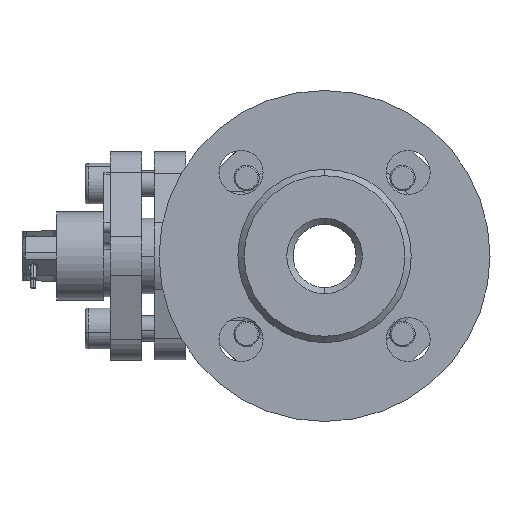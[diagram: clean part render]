
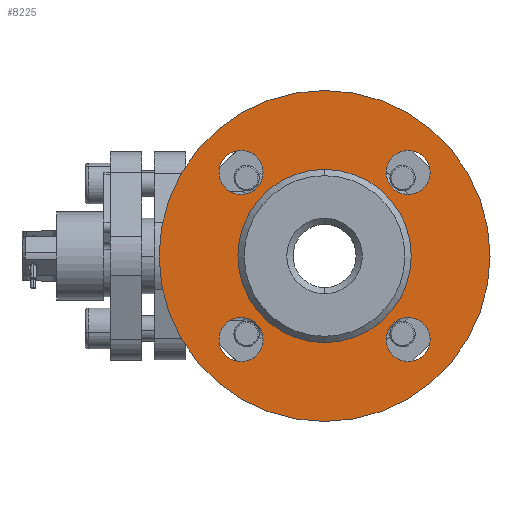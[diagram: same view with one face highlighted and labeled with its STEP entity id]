
A CAD part, left-side view. The second image highlights one B-rep face of the part: STEP entity #8225.
In plain terms, the highlighted planar face has unit normal (-1, 0, 0).
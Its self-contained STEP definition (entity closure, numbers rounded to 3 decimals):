
#167 = VERTEX_POINT ( 'NONE', #1958 ) ;
#348 = EDGE_CURVE ( 'NONE', #5752, #10153, #2337, .T. ) ;
#381 = CARTESIAN_POINT ( 'NONE',  ( -43.622, 26.517, -19.517 ) ) ;
#444 = AXIS2_PLACEMENT_3D ( 'NONE', #3039, #6931, #10794 ) ;
#505 = EDGE_LOOP ( 'NONE', ( #1739, #8743 ) ) ;
#514 = VERTEX_POINT ( 'NONE', #10337 ) ;
#772 = CARTESIAN_POINT ( 'NONE',  ( -43.622, 26.517, 19.517 ) ) ;
#1072 = EDGE_LOOP ( 'NONE', ( #9222, #11111 ) ) ;
#1164 = AXIS2_PLACEMENT_3D ( 'NONE', #7324, #6362, #12216 ) ;
#1297 = DIRECTION ( 'NONE',  ( 0., 0., 1. ) ) ;
#1324 = CARTESIAN_POINT ( 'NONE',  ( -43.622, 0., 0. ) ) ;
#1391 = DIRECTION ( 'NONE',  ( -1., 0., 0. ) ) ;
#1394 = ORIENTED_EDGE ( 'NONE', *, *, #1548, .F. ) ;
#1548 = EDGE_CURVE ( 'NONE', #2665, #3234, #7666, .T. ) ;
#1599 = VERTEX_POINT ( 'NONE', #381 ) ;
#1631 = CIRCLE ( 'NONE', #4883, 7. ) ;
#1739 = ORIENTED_EDGE ( 'NONE', *, *, #6784, .F. ) ;
#1958 = CARTESIAN_POINT ( 'NONE',  ( -43.622, 0., 52.5 ) ) ;
#2135 = EDGE_CURVE ( 'NONE', #1599, #3252, #1631, .T. ) ;
#2337 = CIRCLE ( 'NONE', #9662, 27.5 ) ;
#2341 = AXIS2_PLACEMENT_3D ( 'NONE', #8626, #9523, #10590 ) ;
#2387 = DIRECTION ( 'NONE',  ( -1., 0., 0. ) ) ;
#2532 = CARTESIAN_POINT ( 'NONE',  ( -43.622, 26.517, -33.517 ) ) ;
#2604 = PLANE ( 'NONE',  #10063 ) ;
#2665 = VERTEX_POINT ( 'NONE', #10369 ) ;
#2881 = AXIS2_PLACEMENT_3D ( 'NONE', #9909, #8835, #8905 ) ;
#2974 = CARTESIAN_POINT ( 'NONE',  ( -43.622, -26.517, -33.517 ) ) ;
#3039 = CARTESIAN_POINT ( 'NONE',  ( -43.622, 0., 0. ) ) ;
#3112 = DIRECTION ( 'NONE',  ( 0., 0., 1. ) ) ;
#3209 = CIRCLE ( 'NONE', #10513, 7. ) ;
#3234 = VERTEX_POINT ( 'NONE', #772 ) ;
#3252 = VERTEX_POINT ( 'NONE', #2532 ) ;
#3265 = FACE_BOUND ( 'NONE', #4871, .T. ) ;
#3377 = VERTEX_POINT ( 'NONE', #2974 ) ;
#3448 = ORIENTED_EDGE ( 'NONE', *, *, #2135, .F. ) ;
#3731 = EDGE_CURVE ( 'NONE', #10911, #167, #7840, .T. ) ;
#3748 = AXIS2_PLACEMENT_3D ( 'NONE', #1324, #5214, #6286 ) ;
#4000 = CIRCLE ( 'NONE', #1164, 7. ) ;
#4272 = FACE_BOUND ( 'NONE', #7319, .T. ) ;
#4316 = CARTESIAN_POINT ( 'NONE',  ( -43.622, 26.517, 26.517 ) ) ;
#4621 = AXIS2_PLACEMENT_3D ( 'NONE', #4316, #1391, #3112 ) ;
#4639 = DIRECTION ( 'NONE',  ( 0., 0., 1. ) ) ;
#4677 = CARTESIAN_POINT ( 'NONE',  ( -43.622, 26.517, -26.517 ) ) ;
#4746 = ORIENTED_EDGE ( 'NONE', *, *, #7752, .F. ) ;
#4802 = AXIS2_PLACEMENT_3D ( 'NONE', #7282, #10186, #1297 ) ;
#4871 = EDGE_LOOP ( 'NONE', ( #11554, #5515 ) ) ;
#4883 = AXIS2_PLACEMENT_3D ( 'NONE', #4677, #6648, #5566 ) ;
#5054 = CARTESIAN_POINT ( 'NONE',  ( -43.622, 0., -52.5 ) ) ;
#5102 = DIRECTION ( 'NONE',  ( 0., 0., -1. ) ) ;
#5131 = CARTESIAN_POINT ( 'NONE',  ( -43.622, 0., -27.5 ) ) ;
#5138 = CARTESIAN_POINT ( 'NONE',  ( -43.622, -26.517, 33.517 ) ) ;
#5214 = DIRECTION ( 'NONE',  ( -1., 0., 0. ) ) ;
#5414 = EDGE_CURVE ( 'NONE', #167, #10911, #9221, .T. ) ;
#5515 = ORIENTED_EDGE ( 'NONE', *, *, #12360, .F. ) ;
#5566 = DIRECTION ( 'NONE',  ( 0., 0., 1. ) ) ;
#5606 = CIRCLE ( 'NONE', #4802, 7. ) ;
#5752 = VERTEX_POINT ( 'NONE', #5131 ) ;
#5789 = CIRCLE ( 'NONE', #7205, 7. ) ;
#5882 = EDGE_CURVE ( 'NONE', #3377, #12010, #5789, .T. ) ;
#6065 = FACE_OUTER_BOUND ( 'NONE', #1072, .T. ) ;
#6131 = CIRCLE ( 'NONE', #2881, 7. ) ;
#6282 = EDGE_CURVE ( 'NONE', #514, #10013, #4000, .T. ) ;
#6286 = DIRECTION ( 'NONE',  ( 0., 0., 1. ) ) ;
#6362 = DIRECTION ( 'NONE',  ( -1., 0., 0. ) ) ;
#6648 = DIRECTION ( 'NONE',  ( -1., 0., 0. ) ) ;
#6784 = EDGE_CURVE ( 'NONE', #10013, #514, #3209, .T. ) ;
#6842 = AXIS2_PLACEMENT_3D ( 'NONE', #10403, #9198, #4639 ) ;
#6931 = DIRECTION ( 'NONE',  ( -1., 0., 0. ) ) ;
#7141 = CARTESIAN_POINT ( 'NONE',  ( -43.622, 0., -27.5 ) ) ;
#7205 = AXIS2_PLACEMENT_3D ( 'NONE', #10012, #2387, #9191 ) ;
#7251 = DIRECTION ( 'NONE',  ( 0., 0., 1. ) ) ;
#7282 = CARTESIAN_POINT ( 'NONE',  ( -43.622, -26.517, -26.517 ) ) ;
#7319 = EDGE_LOOP ( 'NONE', ( #3448, #11366 ) ) ;
#7324 = CARTESIAN_POINT ( 'NONE',  ( -43.622, -26.517, 26.517 ) ) ;
#7666 = CIRCLE ( 'NONE', #4621, 7. ) ;
#7752 = EDGE_CURVE ( 'NONE', #12010, #3377, #5606, .T. ) ;
#7840 = CIRCLE ( 'NONE', #2341, 52.5 ) ;
#8091 = FACE_BOUND ( 'NONE', #505, .T. ) ;
#8145 = FACE_BOUND ( 'NONE', #11980, .T. ) ;
#8225 = ADVANCED_FACE ( 'NONE', ( #4272, #8145, #8091, #11977, #3265, #6065 ), #2604, .F. ) ;
#8251 = CARTESIAN_POINT ( 'NONE',  ( -43.622, 0., 27.5 ) ) ;
#8626 = CARTESIAN_POINT ( 'NONE',  ( -43.622, 0., 0. ) ) ;
#8743 = ORIENTED_EDGE ( 'NONE', *, *, #6282, .F. ) ;
#8835 = DIRECTION ( 'NONE',  ( -1., 0., 0. ) ) ;
#8841 = EDGE_CURVE ( 'NONE', #3234, #2665, #9066, .T. ) ;
#8905 = DIRECTION ( 'NONE',  ( 0., 0., 1. ) ) ;
#9033 = ORIENTED_EDGE ( 'NONE', *, *, #5882, .F. ) ;
#9066 = CIRCLE ( 'NONE', #6842, 7. ) ;
#9191 = DIRECTION ( 'NONE',  ( 0., 0., 1. ) ) ;
#9198 = DIRECTION ( 'NONE',  ( -1., 0., 0. ) ) ;
#9209 = DIRECTION ( 'NONE',  ( -1., 0., 0. ) ) ;
#9221 = CIRCLE ( 'NONE', #3748, 52.5 ) ;
#9222 = ORIENTED_EDGE ( 'NONE', *, *, #5414, .T. ) ;
#9233 = DIRECTION ( 'NONE',  ( -1., 0., 0. ) ) ;
#9523 = DIRECTION ( 'NONE',  ( -1., 0., 0. ) ) ;
#9662 = AXIS2_PLACEMENT_3D ( 'NONE', #12406, #9233, #10318 ) ;
#9909 = CARTESIAN_POINT ( 'NONE',  ( -43.622, 26.517, -26.517 ) ) ;
#10012 = CARTESIAN_POINT ( 'NONE',  ( -43.622, -26.517, -26.517 ) ) ;
#10013 = VERTEX_POINT ( 'NONE', #5138 ) ;
#10063 = AXIS2_PLACEMENT_3D ( 'NONE', #7141, #12032, #5102 ) ;
#10153 = VERTEX_POINT ( 'NONE', #8251 ) ;
#10186 = DIRECTION ( 'NONE',  ( -1., 0., 0. ) ) ;
#10318 = DIRECTION ( 'NONE',  ( 0., 0., 1. ) ) ;
#10337 = CARTESIAN_POINT ( 'NONE',  ( -43.622, -26.517, 19.517 ) ) ;
#10369 = CARTESIAN_POINT ( 'NONE',  ( -43.622, 26.517, 33.517 ) ) ;
#10403 = CARTESIAN_POINT ( 'NONE',  ( -43.622, 26.517, 26.517 ) ) ;
#10513 = AXIS2_PLACEMENT_3D ( 'NONE', #12141, #9209, #7251 ) ;
#10590 = DIRECTION ( 'NONE',  ( 0., 0., 1. ) ) ;
#10794 = DIRECTION ( 'NONE',  ( 0., 0., 1. ) ) ;
#10911 = VERTEX_POINT ( 'NONE', #5054 ) ;
#10949 = CARTESIAN_POINT ( 'NONE',  ( -43.622, -26.517, -19.517 ) ) ;
#11111 = ORIENTED_EDGE ( 'NONE', *, *, #3731, .T. ) ;
#11198 = CIRCLE ( 'NONE', #444, 27.5 ) ;
#11366 = ORIENTED_EDGE ( 'NONE', *, *, #12224, .F. ) ;
#11391 = EDGE_LOOP ( 'NONE', ( #1394, #12368 ) ) ;
#11554 = ORIENTED_EDGE ( 'NONE', *, *, #348, .F. ) ;
#11977 = FACE_BOUND ( 'NONE', #11391, .T. ) ;
#11980 = EDGE_LOOP ( 'NONE', ( #4746, #9033 ) ) ;
#12010 = VERTEX_POINT ( 'NONE', #10949 ) ;
#12032 = DIRECTION ( 'NONE',  ( 1., 0., 0. ) ) ;
#12141 = CARTESIAN_POINT ( 'NONE',  ( -43.622, -26.517, 26.517 ) ) ;
#12216 = DIRECTION ( 'NONE',  ( 0., 0., 1. ) ) ;
#12224 = EDGE_CURVE ( 'NONE', #3252, #1599, #6131, .T. ) ;
#12360 = EDGE_CURVE ( 'NONE', #10153, #5752, #11198, .T. ) ;
#12368 = ORIENTED_EDGE ( 'NONE', *, *, #8841, .F. ) ;
#12406 = CARTESIAN_POINT ( 'NONE',  ( -43.622, 0., 0. ) ) ;
